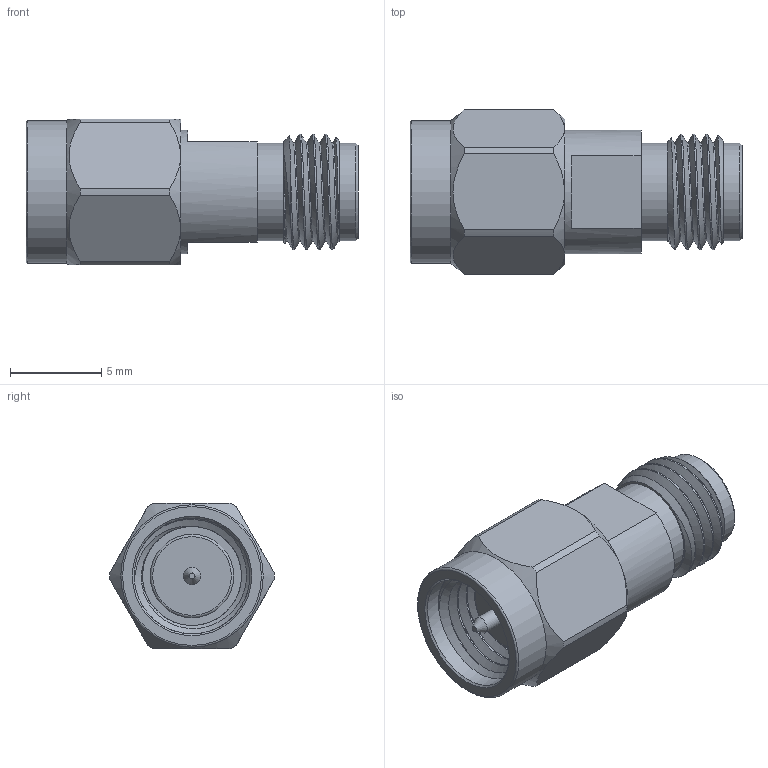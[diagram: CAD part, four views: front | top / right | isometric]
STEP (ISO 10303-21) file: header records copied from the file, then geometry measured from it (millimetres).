
FILE_DESCRIPTION (( 'STEP AP203' ), '1' );
FILE_NAME ('SM7565.step', '2020-03-18T15:58:05', ( '' ), ( '' ), 'SwSTEP 2.0', 'SolidWorks 2018', '' );
FILE_SCHEMA (( 'CONFIG_CONTROL_DESIGN' ));
Length unit declared in the file: inch
Products named in the file (1): SM7565
Bounding box: 18.21 x 9.02 x 8 mm (x, y, z)
Volume: 591.2 mm3; surface area: 804.4 mm2
Topology: 3 solids, 3 shells, 73 faces, 159 edges, 100 vertices
Faces by surface type: plane 25, cylinder 23, cone 17, bspline 6, torus 2
Full cylindrical faces by diameter (mm): 0.94 x2, 1.016 x1, 1.194 x2, 1.27 x1, 4.521 x1, 4.572 x1, 5.334 x2, 6.35 x1, 6.623 x1, 6.796 x1, 7.812 x1
Entity records: 3977 total; most frequent: CARTESIAN_POINT 2507, DIRECTION 282, ORIENTED_EDGE 256, AXIS2_PLACEMENT_3D 130, EDGE_CURVE 128, EDGE_LOOP 107, VERTEX_POINT 93, FACE_OUTER_BOUND 88
